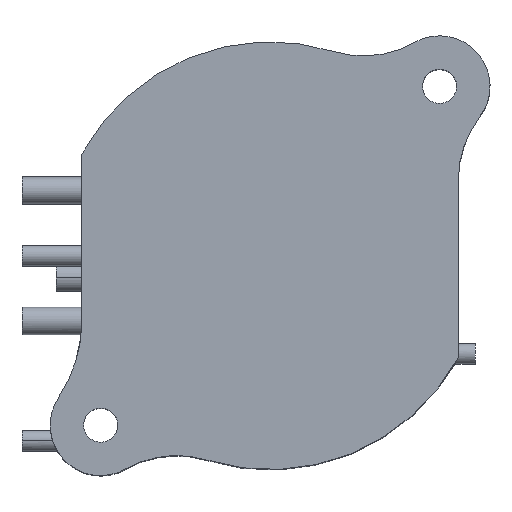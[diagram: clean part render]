
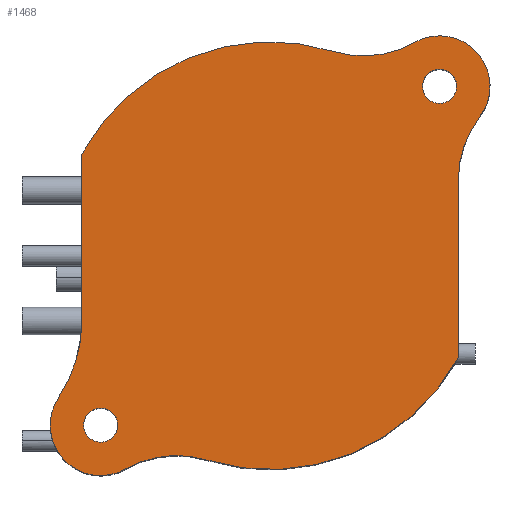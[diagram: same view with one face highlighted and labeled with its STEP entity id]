
A CAD part, top view. The second image highlights one B-rep face of the part: STEP entity #1468.
In plain terms, the highlighted planar face has unit normal (0, 0, 1).
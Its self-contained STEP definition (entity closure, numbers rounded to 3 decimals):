
#372=CARTESIAN_POINT('',(9.9,9.9,20.));
#373=DIRECTION('',(0.,0.,-1.));
#374=DIRECTION('',(1.,0.,0.));
#375=AXIS2_PLACEMENT_3D('',#372,#373,#374);
#380=CARTESIAN_POINT('',(9.9,9.9,20.));
#381=DIRECTION('',(0.,0.,-1.));
#382=DIRECTION('',(-1.,0.,0.));
#383=AXIS2_PLACEMENT_3D('',#380,#381,#382);
#388=CARTESIAN_POINT('',(-9.9,-9.9,20.));
#389=DIRECTION('',(0.,0.,-1.));
#390=DIRECTION('',(1.,0.,0.));
#391=AXIS2_PLACEMENT_3D('',#388,#389,#390);
#396=CARTESIAN_POINT('',(-9.9,-9.9,20.));
#397=DIRECTION('',(0.,0.,-1.));
#398=DIRECTION('',(-1.,0.,0.));
#399=AXIS2_PLACEMENT_3D('',#396,#397,#398);
#404=DIRECTION('',(0.,-1.,0.));
#405=VECTOR('',#404,9.747);
#406=CARTESIAN_POINT('',(-11.,5.937,20.));
#407=LINE('',#406,#405);
#411=CARTESIAN_POINT('',(0.,0.,20.));
#412=DIRECTION('',(0.,0.,1.));
#413=DIRECTION('',(0.295,0.955,0.));
#414=AXIS2_PLACEMENT_3D('',#411,#412,#413);
#419=CARTESIAN_POINT('',(5.466,17.674,20.));
#420=DIRECTION('',(0.,0.,-1.));
#421=DIRECTION('',(0.495,-0.869,0.));
#422=AXIS2_PLACEMENT_3D('',#419,#420,#421);
#427=CARTESIAN_POINT('',(9.9,9.9,20.));
#428=DIRECTION('',(0.,0.,1.));
#429=DIRECTION('',(0.793,-0.609,0.));
#430=AXIS2_PLACEMENT_3D('',#427,#428,#429);
#435=CARTESIAN_POINT('',(17.,4.451,20.));
#436=DIRECTION('',(0.,0.,-1.));
#437=DIRECTION('',(-1.,0.,0.));
#438=AXIS2_PLACEMENT_3D('',#435,#436,#437);
#443=DIRECTION('',(0.,1.,0.));
#444=VECTOR('',#443,10.388);
#445=CARTESIAN_POINT('',(11.,-5.937,20.));
#446=LINE('',#445,#444);
#450=CARTESIAN_POINT('',(0.,0.,20.));
#451=DIRECTION('',(0.,0.,1.));
#452=DIRECTION('',(-0.295,-0.955,0.));
#453=AXIS2_PLACEMENT_3D('',#450,#451,#452);
#458=CARTESIAN_POINT('',(-5.466,-17.674,20.));
#459=DIRECTION('',(0.,0.,-1.));
#460=DIRECTION('',(-0.495,0.869,0.));
#461=AXIS2_PLACEMENT_3D('',#458,#459,#460);
#466=CARTESIAN_POINT('',(-9.9,-9.9,20.));
#467=DIRECTION('',(0.,0.,1.));
#468=DIRECTION('',(-0.831,0.556,0.));
#469=AXIS2_PLACEMENT_3D('',#466,#467,#468);
#474=CARTESIAN_POINT('',(-19.,-3.81,20.));
#475=DIRECTION('',(0.,0.,-1.));
#476=DIRECTION('',(1.,0.,0.));
#477=AXIS2_PLACEMENT_3D('',#474,#475,#476);
#1202=CARTESIAN_POINT('',(-11.,5.937,20.));
#1203=CARTESIAN_POINT('',(-11.,-3.81,20.));
#1204=VERTEX_POINT('',#1202);
#1205=VERTEX_POINT('',#1203);
#1206=CARTESIAN_POINT('',(-12.352,-8.259,20.));
#1207=CARTESIAN_POINT('',(-8.438,-12.462,20.));
#1208=VERTEX_POINT('',#1206);
#1209=VERTEX_POINT('',#1207);
#1210=CARTESIAN_POINT('',(11.,-5.937,20.));
#1211=CARTESIAN_POINT('',(11.,4.451,20.));
#1212=VERTEX_POINT('',#1210);
#1213=VERTEX_POINT('',#1211);
#1214=CARTESIAN_POINT('',(12.24,8.104,20.));
#1215=CARTESIAN_POINT('',(8.438,12.462,20.));
#1216=VERTEX_POINT('',#1214);
#1217=VERTEX_POINT('',#1215);
#1218=CARTESIAN_POINT('',(3.693,11.942,20.));
#1219=VERTEX_POINT('',#1218);
#1228=CARTESIAN_POINT('',(10.9,9.9,20.));
#1229=CARTESIAN_POINT('',(8.9,9.9,20.));
#1230=VERTEX_POINT('',#1228);
#1231=VERTEX_POINT('',#1229);
#1232=CARTESIAN_POINT('',(-8.9,-9.9,20.));
#1233=CARTESIAN_POINT('',(-10.9,-9.9,20.));
#1234=VERTEX_POINT('',#1232);
#1235=VERTEX_POINT('',#1233);
#1316=CARTESIAN_POINT('',(-3.693,-11.942,20.));
#1317=VERTEX_POINT('',#1316);
#1431=CARTESIAN_POINT('',(0.,0.,20.));
#1432=DIRECTION('',(0.,0.,1.));
#1433=DIRECTION('',(1.,0.,0.));
#1434=AXIS2_PLACEMENT_3D('',#1431,#1432,#1433);
#1435=PLANE('',#1434);
#1437=ORIENTED_EDGE('',*,*,#1436,.F.);
#1439=ORIENTED_EDGE('',*,*,#1438,.F.);
#1441=ORIENTED_EDGE('',*,*,#1440,.F.);
#1443=ORIENTED_EDGE('',*,*,#1442,.F.);
#1445=ORIENTED_EDGE('',*,*,#1444,.F.);
#1447=ORIENTED_EDGE('',*,*,#1446,.F.);
#1449=ORIENTED_EDGE('',*,*,#1448,.F.);
#1451=ORIENTED_EDGE('',*,*,#1450,.F.);
#1453=ORIENTED_EDGE('',*,*,#1452,.F.);
#1455=ORIENTED_EDGE('',*,*,#1454,.F.);
#1456=EDGE_LOOP('',(#1437,#1439,#1441,#1443,#1445,#1447,#1449,#1451,#1453,
#1455));
#1457=FACE_OUTER_BOUND('',#1456,.F.);
#1459=ORIENTED_EDGE('',*,*,#1458,.F.);
#1461=ORIENTED_EDGE('',*,*,#1460,.F.);
#1462=EDGE_LOOP('',(#1459,#1461));
#1463=FACE_BOUND('',#1462,.F.);
#1464=ORIENTED_EDGE('',*,*,#1411,.F.);
#1465=ORIENTED_EDGE('',*,*,#1425,.F.);
#1466=EDGE_LOOP('',(#1464,#1465));
#1467=FACE_BOUND('',#1466,.F.);
#376=CIRCLE('',#375,1.);
#384=CIRCLE('',#383,1.);
#392=CIRCLE('',#391,1.);
#400=CIRCLE('',#399,1.);
#415=CIRCLE('',#414,12.5);
#423=CIRCLE('',#422,6.);
#431=CIRCLE('',#430,2.95);
#439=CIRCLE('',#438,6.);
#454=CIRCLE('',#453,12.5);
#462=CIRCLE('',#461,6.);
#470=CIRCLE('',#469,2.95);
#478=CIRCLE('',#477,8.);
#1411=EDGE_CURVE('',#1230,#1231,#376,.T.);
#1425=EDGE_CURVE('',#1231,#1230,#384,.T.);
#1436=EDGE_CURVE('',#1204,#1205,#407,.T.);
#1438=EDGE_CURVE('',#1219,#1204,#415,.T.);
#1440=EDGE_CURVE('',#1217,#1219,#423,.T.);
#1442=EDGE_CURVE('',#1216,#1217,#431,.T.);
#1444=EDGE_CURVE('',#1213,#1216,#439,.T.);
#1446=EDGE_CURVE('',#1212,#1213,#446,.T.);
#1448=EDGE_CURVE('',#1317,#1212,#454,.T.);
#1450=EDGE_CURVE('',#1209,#1317,#462,.T.);
#1452=EDGE_CURVE('',#1208,#1209,#470,.T.);
#1454=EDGE_CURVE('',#1205,#1208,#478,.T.);
#1458=EDGE_CURVE('',#1234,#1235,#392,.T.);
#1460=EDGE_CURVE('',#1235,#1234,#400,.T.);
#1468=ADVANCED_FACE('',(#1457,#1463,#1467),#1435,.T.);
